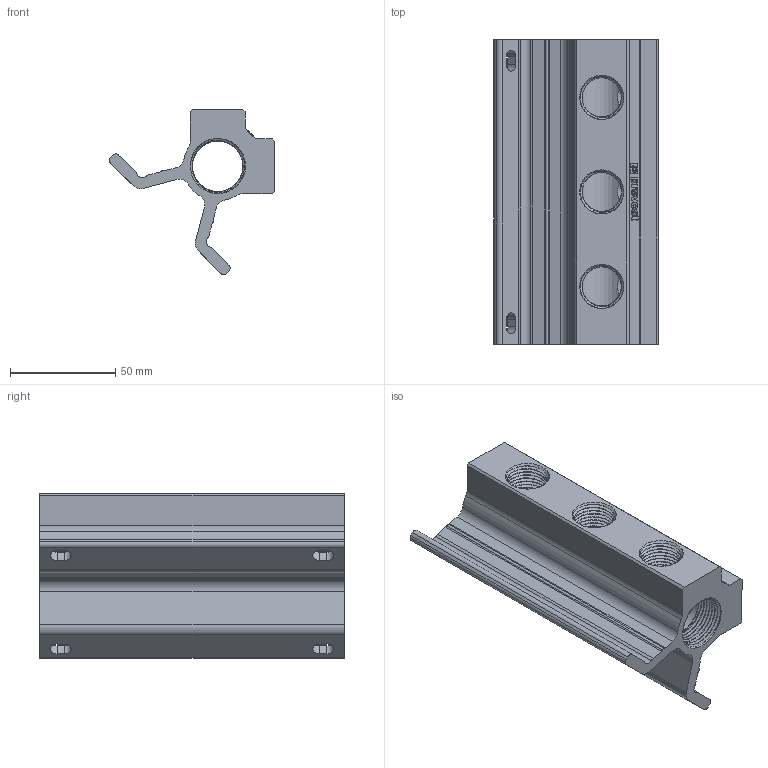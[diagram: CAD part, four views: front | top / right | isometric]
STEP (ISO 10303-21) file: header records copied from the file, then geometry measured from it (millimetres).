
FILE_DESCRIPTION(('STEP AP214'),'1');
FILE_NAME('MF 104S6.stp','2020-07-08T14:28:24',(' '),(' '),'Spatial InterOp 3D',' ',' ');
FILE_SCHEMA(('AUTOMOTIVE_DESIGN { 1 0 10303 214 1 1 1 1 }'));
Length unit declared in the file: metre
Products named in the file (1): 1594218475
Bounding box: 78.49 x 145 x 78.49 mm (x, y, z)
Volume: 183875.1 mm3; surface area: 67395.1 mm2
Topology: 1 solids, 1 shells, 268 faces, 826 edges, 569 vertices
Faces by surface type: plane 116, cylinder 90, bspline 49, cone 8, extrusion 5
Full cylindrical faces by diameter (mm): 18.64 x42, 24 x1
Entity records: 35076 total; most frequent: CARTESIAN_POINT 27597, ORIENTED_EDGE 1330, DIRECTION 905, EDGE_CURVE 665, VERTEX_POINT 466, VECTOR 329, LINE 324, AXIS2_PLACEMENT_3D 288
